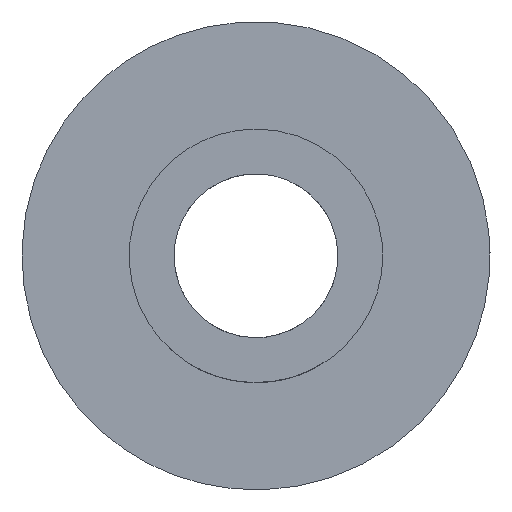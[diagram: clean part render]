
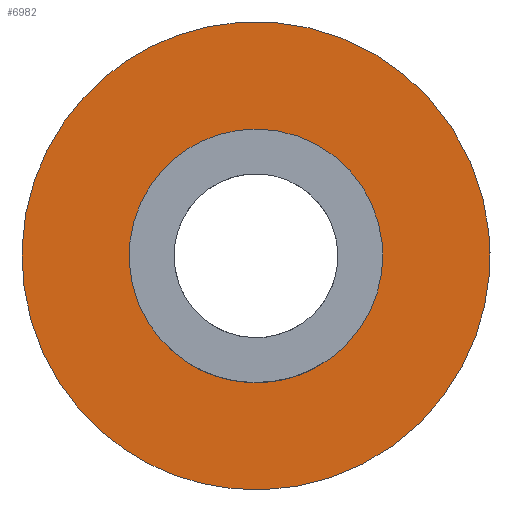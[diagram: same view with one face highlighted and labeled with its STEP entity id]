
A CAD part, front view. The second image highlights one B-rep face of the part: STEP entity #6982.
In plain terms, the highlighted free-form (B-spline) face has degree [1, 1] with [2, 2] control points.
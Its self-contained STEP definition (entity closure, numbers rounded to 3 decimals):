
#6924=CARTESIAN_POINT('V184',(5.967,0.0,
   0.627));
#6925=VERTEX_POINT('V184',#6924);
#6933=CARTESIAN_POINT('E276',(5.967,0.0,
   0.627));
#6934=CARTESIAN_POINT('E276',(4.881,0.,
   10.963));
#6935=CARTESIAN_POINT('E276',(-3.527,0.0,
   4.854));
#6936=CARTESIAN_POINT('E276',(-11.934,0.,
   -1.254));
#6937=CARTESIAN_POINT('E276',(-2.44,0.0,
   -5.481));
#6938=CARTESIAN_POINT('E276',(7.053,0.,
   -9.708));
#6939=CARTESIAN_POINT('E276',(5.967,0.0,
   0.627));
#6947=(BOUNDED_CURVE()B_SPLINE_CURVE(2,(#6933,#6934,#6935,#6936,
   #6937,#6938,#6939),.CIRCULAR_ARC.,.T.,.U.)
   B_SPLINE_CURVE_WITH_KNOTS((3,2,2,3),(0.0,0.333,
   0.667,1.0),.UNSPECIFIED.)CURVE()
   GEOMETRIC_REPRESENTATION_ITEM()RATIONAL_B_SPLINE_CURVE((1.0,
   0.5,1.0,0.5,1.0,0.5,1.0)
   )REPRESENTATION_ITEM('E276'));
#6948=EDGE_CURVE('E276',#6925,#6925,#6947,.T.);
#6953=CARTESIAN_POINT('F124',(7.254,0.0,
   -5.874));
#6954=CARTESIAN_POINT('F124',(5.874,0.0,
   7.254));
#6955=CARTESIAN_POINT('F124',(-5.874,0.0,
   -7.254));
#6956=CARTESIAN_POINT('F124',(-7.254,0.0,
   5.874));
#6957=QUASI_UNIFORM_SURFACE('F124',1,1,((#6953,#6955),(#6954,
   #6956)),.PLANE_SURF.,.F.,.F.,.U.);
#6958=ORIENTED_EDGE('F123',*,*,#6948,.T.);
#6959=EDGE_LOOP('F124',(#6958));
#6960=FACE_OUTER_BOUND('F124',#6959,.T.);
#6961=CARTESIAN_POINT('V185',(3.232,0.0,
   0.34));
#6962=VERTEX_POINT('V185',#6961);
#6963=CARTESIAN_POINT('E277',(3.232,0.0,
   0.34));
#6964=CARTESIAN_POINT('E277',(2.644,0.,
   5.938));
#6965=CARTESIAN_POINT('E277',(-1.91,0.0,
   2.629));
#6966=CARTESIAN_POINT('E277',(-6.464,0.,
   -0.679));
#6967=CARTESIAN_POINT('E277',(-1.322,0.0,
   -2.969));
#6968=CARTESIAN_POINT('E277',(3.821,0.,
   -5.259));
#6969=CARTESIAN_POINT('E277',(3.232,0.0,
   0.34));
#6977=(BOUNDED_CURVE()B_SPLINE_CURVE(2,(#6963,#6964,#6965,#6966,
   #6967,#6968,#6969),.CIRCULAR_ARC.,.T.,.U.)
   B_SPLINE_CURVE_WITH_KNOTS((3,2,2,3),(0.0,3.518,
   7.036,10.555),.UNSPECIFIED.)CURVE()
   GEOMETRIC_REPRESENTATION_ITEM()RATIONAL_B_SPLINE_CURVE((1.0,
   0.5,1.0,0.5,1.0,0.5,1.0)
   )REPRESENTATION_ITEM('E277'));
#6978=EDGE_CURVE('E277',#6962,#6962,#6977,.T.);
#6979=ORIENTED_EDGE('E277',*,*,#6978,.F.);
#6980=EDGE_LOOP('F124',(#6979));
#6981=FACE_BOUND('F124',#6980,.T.);
#6982=ADVANCED_FACE('F124',(#6960,#6981),#6957,.T.);
